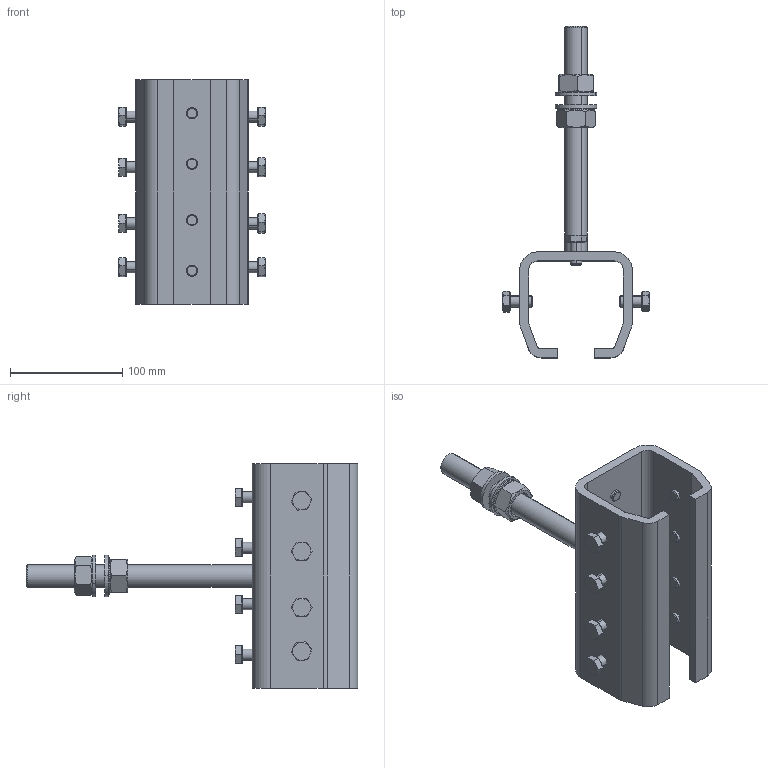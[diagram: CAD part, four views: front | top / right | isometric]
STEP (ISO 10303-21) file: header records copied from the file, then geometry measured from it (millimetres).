
FILE_DESCRIPTION (( 'STEP AP203' ), '1' );
FILE_NAME ('1.26.B11.STEP', '2018-03-14T15:37:19', ( '' ), ( '' ), 'SwSTEP 2.0', 'SolidWorks 2017', '' );
FILE_SCHEMA (( 'CONFIG_CONTROL_DESIGN' ));
Length unit declared in the file: millimetre
Products named in the file (1): 1.26.B11
Bounding box: 130 x 295 x 200 mm (x, y, z)
Volume: 584913.2 mm3; surface area: 169911.8 mm2
Topology: 19 solids, 19 shells, 566 faces, 1358 edges, 802 vertices
Faces by surface type: plane 262, cylinder 120, cone 114, bspline 46, torus 24
Entity records: 23045 total; most frequent: CARTESIAN_POINT 10523, ORIENTED_EDGE 2636, DIRECTION 2490, EDGE_CURVE 1318, AXIS2_PLACEMENT_3D 967, VERTEX_POINT 802, EDGE_LOOP 612, ADVANCED_FACE 566
